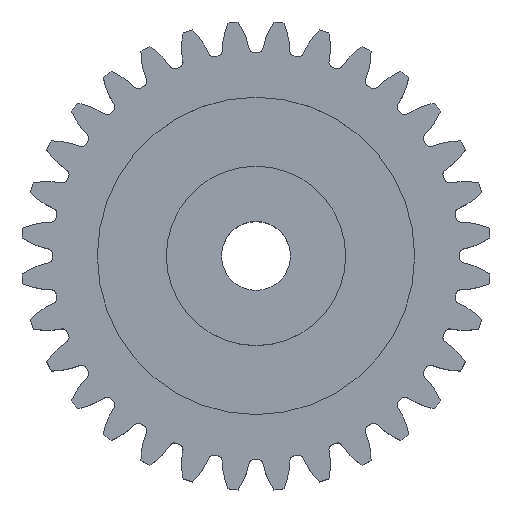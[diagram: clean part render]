
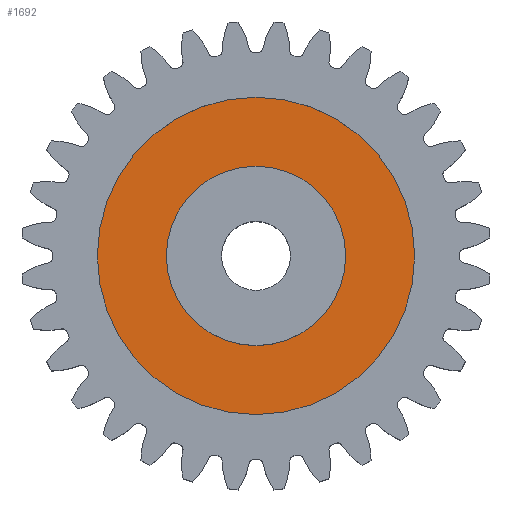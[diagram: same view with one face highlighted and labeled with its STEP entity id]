
A CAD part, top view. The second image highlights one B-rep face of the part: STEP entity #1692.
In plain terms, the highlighted planar face has unit normal (0, 0, 1).
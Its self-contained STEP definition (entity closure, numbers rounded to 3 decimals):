
#1644 = ORIENTED_EDGE ( 'NONE', *, *, #2098, .T. ) ;
#1652 = ORIENTED_EDGE ( 'NONE', *, *, #1684, .T. ) ;
#1654 = ORIENTED_EDGE ( 'NONE', *, *, #1688, .F. ) ;
#1658 = ORIENTED_EDGE ( 'NONE', *, *, #2085, .F. ) ;
#1683 = EDGE_LOOP ( 'NONE', ( #1654, #1658 ) ) ;
#1684 = EDGE_CURVE ( 'NONE', #2095, #2116, #4910, .T. ) ;
#1687 = EDGE_LOOP ( 'NONE', ( #1644, #1652 ) ) ;
#1688 = EDGE_CURVE ( 'NONE', #7743, #7744, #4916, .T. ) ;
#1692 = ADVANCED_FACE ( 'NONE', ( #4946, #4944 ), #4947, .F. ) ;
#2085 = EDGE_CURVE ( 'NONE', #7744, #7743, #5989, .T. ) ;
#2095 = VERTEX_POINT ( 'NONE', #5980 ) ;
#2098 = EDGE_CURVE ( 'NONE', #2116, #2095, #5979, .T. ) ;
#2116 = VERTEX_POINT ( 'NONE', #6009 ) ;
#4896 = DIRECTION ( 'NONE',  ( -1., 0., 0. ) ) ;
#4897 = DIRECTION ( 'NONE',  ( 0., 0., -1. ) ) ;
#4898 = CARTESIAN_POINT ( 'NONE',  ( 0., 0., 10.5 ) ) ;
#4899 = AXIS2_PLACEMENT_3D ( 'NONE', #4898, #4897, #4896 ) ;
#4900 = AXIS2_PLACEMENT_3D ( 'NONE', #4903, #4945, #4941 ) ;
#4903 = CARTESIAN_POINT ( 'NONE',  ( 0., 0., 10.5 ) ) ;
#4910 = CIRCLE ( 'NONE', #4899, 13. ) ;
#4916 = CIRCLE ( 'NONE', #4900, 23. ) ;
#4934 = DIRECTION ( 'NONE',  ( -1., 0., 0. ) ) ;
#4935 = DIRECTION ( 'NONE',  ( 0., 0., -1. ) ) ;
#4936 = CARTESIAN_POINT ( 'NONE',  ( 0., 0., 10.5 ) ) ;
#4937 = AXIS2_PLACEMENT_3D ( 'NONE', #4936, #4935, #4934 ) ;
#4941 = DIRECTION ( 'NONE',  ( -1., 0., 0. ) ) ;
#4944 = FACE_OUTER_BOUND ( 'NONE', #1683, .T. ) ;
#4945 = DIRECTION ( 'NONE',  ( 0., 0., -1. ) ) ;
#4946 = FACE_BOUND ( 'NONE', #1687, .T. ) ;
#4947 = PLANE ( 'NONE',  #4937 ) ;
#5961 = DIRECTION ( 'NONE',  ( -1., 0., 0. ) ) ;
#5962 = AXIS2_PLACEMENT_3D ( 'NONE', #5965, #5967, #5961 ) ;
#5965 = CARTESIAN_POINT ( 'NONE',  ( 0., 0., 10.5 ) ) ;
#5967 = DIRECTION ( 'NONE',  ( 0., 0., -1. ) ) ;
#5979 = CIRCLE ( 'NONE', #5962, 13. ) ;
#5980 = CARTESIAN_POINT ( 'NONE',  ( 13., 0., 10.5 ) ) ;
#5985 = DIRECTION ( 'NONE',  ( -1., 0., 0. ) ) ;
#5986 = DIRECTION ( 'NONE',  ( 0., 0., -1. ) ) ;
#5987 = CARTESIAN_POINT ( 'NONE',  ( 0., 0., 10.5 ) ) ;
#5988 = AXIS2_PLACEMENT_3D ( 'NONE', #5987, #5986, #5985 ) ;
#5989 = CIRCLE ( 'NONE', #5988, 23. ) ;
#6009 = CARTESIAN_POINT ( 'NONE',  ( -13., 0., 10.5 ) ) ;
#7278 = CARTESIAN_POINT ( 'NONE',  ( -23., 0., 10.5 ) ) ;
#7283 = CARTESIAN_POINT ( 'NONE',  ( 23., 0., 10.5 ) ) ;
#7743 = VERTEX_POINT ( 'NONE', #7278 ) ;
#7744 = VERTEX_POINT ( 'NONE', #7283 ) ;
